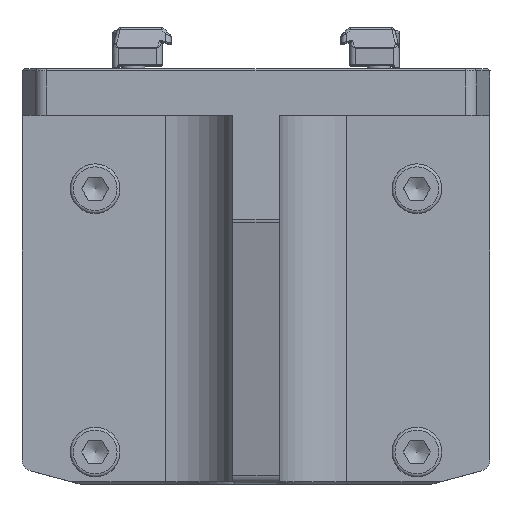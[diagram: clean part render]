
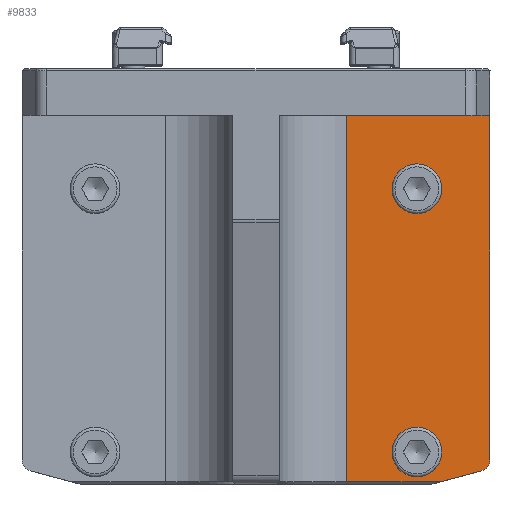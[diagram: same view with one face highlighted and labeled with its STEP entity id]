
A CAD part, top view. The second image highlights one B-rep face of the part: STEP entity #9833.
In plain terms, the highlighted planar face has unit normal (0, 0, 1).
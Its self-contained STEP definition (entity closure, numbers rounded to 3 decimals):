
#804=LINE('',#18005,#1388);
#810=LINE('',#18023,#1394);
#811=LINE('',#18027,#1395);
#812=LINE('',#18031,#1396);
#813=LINE('',#18032,#1397);
#1388=VECTOR('',#13224,10.);
#1394=VECTOR('',#13240,10.);
#1395=VECTOR('',#13245,10.);
#1396=VECTOR('',#13248,10.);
#1397=VECTOR('',#13249,10.);
#1822=FACE_BOUND('',#2840,.T.);
#1823=FACE_BOUND('',#2841,.T.);
#2236=FACE_OUTER_BOUND('',#2839,.T.);
#2839=EDGE_LOOP('',(#7843,#7844,#7845,#7846,#7847,#7848));
#2840=EDGE_LOOP('',(#7849,#7850));
#2841=EDGE_LOOP('',(#7851,#7852));
#3098=CIRCLE('',#10112,4.25);
#3099=CIRCLE('',#10113,4.25);
#3116=CIRCLE('',#10145,4.25);
#3117=CIRCLE('',#10146,4.25);
#3477=CIRCLE('',#10857,2.);
#3722=VERTEX_POINT('',#14361);
#3723=VERTEX_POINT('',#14362);
#3752=VERTEX_POINT('',#14461);
#3753=VERTEX_POINT('',#14462);
#4299=VERTEX_POINT('',#17988);
#4305=VERTEX_POINT('',#18003);
#4312=VERTEX_POINT('',#18022);
#4313=VERTEX_POINT('',#18026);
#4314=VERTEX_POINT('',#18028);
#4315=VERTEX_POINT('',#18030);
#4621=EDGE_CURVE('',#3722,#3723,#3098,.T.);
#4622=EDGE_CURVE('',#3723,#3722,#3099,.T.);
#4662=EDGE_CURVE('',#3752,#3753,#3116,.T.);
#4663=EDGE_CURVE('',#3753,#3752,#3117,.T.);
#5534=EDGE_CURVE('',#4305,#4299,#804,.T.);
#5543=EDGE_CURVE('',#4299,#4312,#810,.T.);
#5545=EDGE_CURVE('',#4313,#4305,#811,.T.);
#5546=EDGE_CURVE('',#4314,#4313,#3477,.T.);
#5547=EDGE_CURVE('',#4315,#4314,#812,.T.);
#5548=EDGE_CURVE('',#4312,#4315,#813,.T.);
#7843=ORIENTED_EDGE('',*,*,#5534,.F.);
#7844=ORIENTED_EDGE('',*,*,#5545,.F.);
#7845=ORIENTED_EDGE('',*,*,#5546,.F.);
#7846=ORIENTED_EDGE('',*,*,#5547,.F.);
#7847=ORIENTED_EDGE('',*,*,#5548,.F.);
#7848=ORIENTED_EDGE('',*,*,#5543,.F.);
#7849=ORIENTED_EDGE('',*,*,#4621,.T.);
#7850=ORIENTED_EDGE('',*,*,#4622,.T.);
#7851=ORIENTED_EDGE('',*,*,#4662,.T.);
#7852=ORIENTED_EDGE('',*,*,#4663,.T.);
#8856=PLANE('',#10856);
#9833=ADVANCED_FACE('',(#2236,#1822,#1823),#8856,.T.);
#10112=AXIS2_PLACEMENT_3D('',#14363,#11407,#11408);
#10113=AXIS2_PLACEMENT_3D('',#14364,#11409,#11410);
#10145=AXIS2_PLACEMENT_3D('',#14463,#11489,#11490);
#10146=AXIS2_PLACEMENT_3D('',#14464,#11491,#11492);
#10856=AXIS2_PLACEMENT_3D('',#18025,#13243,#13244);
#10857=AXIS2_PLACEMENT_3D('',#18029,#13246,#13247);
#11407=DIRECTION('center_axis',(0.,0.,
-1.));
#11408=DIRECTION('ref_axis',(0.,1.,0.));
#11409=DIRECTION('center_axis',(0.,0.,
-1.));
#11410=DIRECTION('ref_axis',(0.,1.,0.));
#11489=DIRECTION('center_axis',(0.,0.,
-1.));
#11490=DIRECTION('ref_axis',(0.,1.,0.));
#11491=DIRECTION('center_axis',(0.,0.,
-1.));
#11492=DIRECTION('ref_axis',(0.,1.,0.));
#13224=DIRECTION('',(-1.,0.,0.));
#13240=DIRECTION('',(0.,1.,0.));
#13243=DIRECTION('center_axis',(0.,0.,
1.));
#13244=DIRECTION('ref_axis',(-1.,0.,0.));
#13245=DIRECTION('',(-0.966,-0.259,0.));
#13246=DIRECTION('center_axis',(0.,0.,
-1.));
#13247=DIRECTION('ref_axis',(0.793,-0.609,0.));
#13248=DIRECTION('',(0.,-1.,0.));
#13249=DIRECTION('',(1.,0.,0.));
#14361=CARTESIAN_POINT('',(-1504.3,212.75,78.));
#14362=CARTESIAN_POINT('',(-1504.3,204.25,78.));
#14363=CARTESIAN_POINT('Origin',(-1504.3,208.5,78.));
#14364=CARTESIAN_POINT('Origin',(-1504.3,208.5,78.));
#14461=CARTESIAN_POINT('',(-1504.3,257.75,78.));
#14462=CARTESIAN_POINT('',(-1504.3,249.25,78.));
#14463=CARTESIAN_POINT('Origin',(-1504.3,253.5,78.));
#14464=CARTESIAN_POINT('Origin',(-1504.3,253.5,78.));
#17988=CARTESIAN_POINT('',(-1516.3,203.4,78.));
#18003=CARTESIAN_POINT('',(-1500.307,203.4,78.));
#18005=CARTESIAN_POINT('',(-1511.8,203.4,78.));
#18022=CARTESIAN_POINT('',(-1516.3,266.,78.));
#18023=CARTESIAN_POINT('',(-1516.3,266.,78.));
#18025=CARTESIAN_POINT('Origin',(-1491.8,266.,78.));
#18026=CARTESIAN_POINT('',(-1493.282,205.282,78.));
#18027=CARTESIAN_POINT('',(-1486.76,207.03,78.));
#18028=CARTESIAN_POINT('',(-1491.8,207.214,78.));
#18029=CARTESIAN_POINT('Origin',(-1493.8,207.214,78.));
#18030=CARTESIAN_POINT('',(-1491.8,266.,78.));
#18031=CARTESIAN_POINT('',(-1491.8,266.,78.));
#18032=CARTESIAN_POINT('',(-1511.8,266.,78.));
